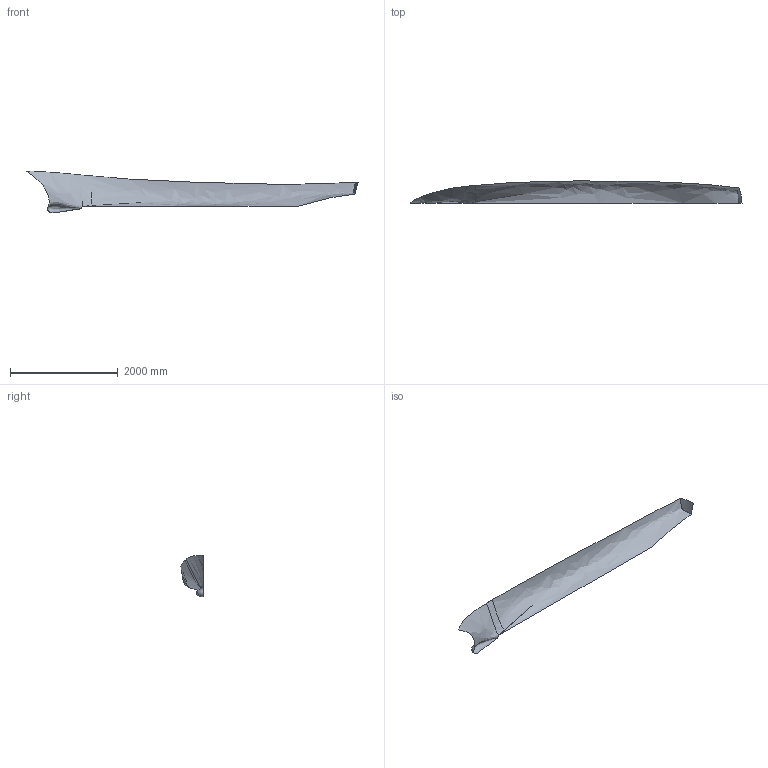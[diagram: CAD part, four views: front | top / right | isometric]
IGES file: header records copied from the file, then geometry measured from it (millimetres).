
Start section: This IGES 4.0 file was created by  FAST SHIP, a product of:     Proteus Engineering     Stevensville, MD 21666 USA The geometry conveyed by this file is copyrighted by: and consists of rational b-spline surface entities (128).
Global section: file name: 5415.igs; units: metre
Bounding box: 6171.16 x 413.6 x 773.06 mm (x, y, z)
Surface area: 4038783.6 mm2 (no closed solid volume)
Topology: 0 solids, 0 shells, 3 faces, 12 edges, 11 vertices
Faces by surface type: bspline 3
